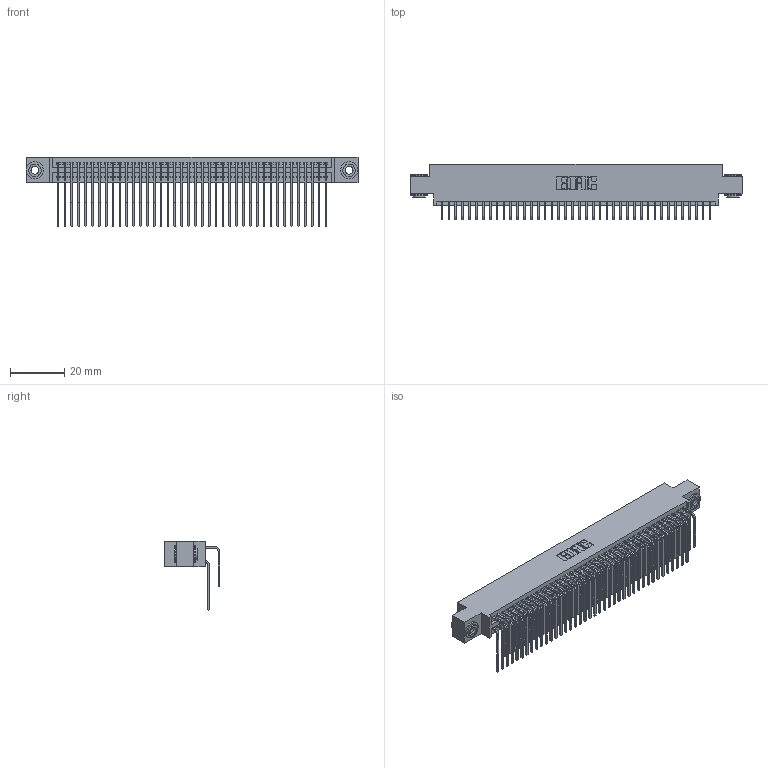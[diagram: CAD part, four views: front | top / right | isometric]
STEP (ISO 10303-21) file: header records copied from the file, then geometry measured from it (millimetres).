
FILE_DESCRIPTION (( 'STEP AP203' ), '1' );
FILE_NAME ('345-080-559-803.STEP', '2018-10-03T20:30:16', ( '' ), ( '' ), 'SwSTEP 2.0', 'SolidWorks 2016', '' );
FILE_SCHEMA (( 'CONFIG_CONTROL_DESIGN' ));
Length unit declared in the file: inch
Products named in the file (5): 345-080-559-803; 345-250-002_345-250-002-102; 345-292-001_558 559 Tail - 1; 345 Part_0.170 Offset - 0.156 Dia-TH; 345-292-001_559 Tail - 2
Assembly tree (83 placements, depth 2):
  345-080-559-803
    345 Part_0.170 Offset - 0.156 Dia-TH
    345-292-001_558 559 Tail - 1  x40
    345-292-001_559 Tail - 2  x40
    345-250-002_345-250-002-102  x2
Bounding box: 122.81 x 20.56 x 25.53 mm (x, y, z)
Volume: 12278.7 mm3; surface area: 20629.8 mm2
Topology: 83 solids, 83 shells, 4328 faces, 12829 edges, 8442 vertices
Faces by surface type: plane 2894, cylinder 1426, cone 8
Entity records: 34088 total; most frequent: CARTESIAN_POINT 5738, ORIENTED_EDGE 5614, DIRECTION 5065, EDGE_CURVE 2807, VECTOR 2451, LINE 2451, VERTEX_POINT 1866, AXIS2_PLACEMENT_3D 1307
